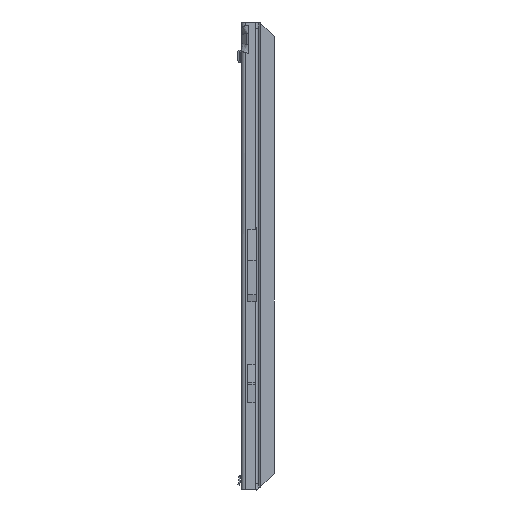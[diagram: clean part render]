
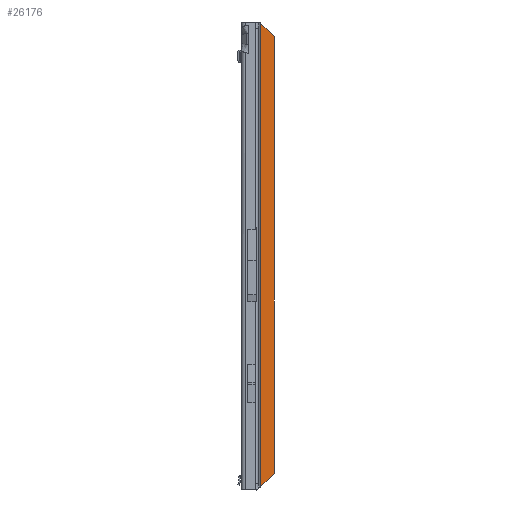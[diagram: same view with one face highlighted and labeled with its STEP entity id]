
A CAD part, front view. The second image highlights one B-rep face of the part: STEP entity #26176.
In plain terms, the highlighted planar face has unit normal (0, -1, 0).
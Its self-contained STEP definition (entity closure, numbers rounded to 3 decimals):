
#340 = CARTESIAN_POINT ( 'NONE',  ( 0., 0.9, 0. ) ) ;
#628 = ORIENTED_EDGE ( 'NONE', *, *, #16722, .T. ) ;
#1628 = CARTESIAN_POINT ( 'NONE',  ( 13.5, 0.9, -448. ) ) ;
#3160 = CARTESIAN_POINT ( 'NONE',  ( 0.5, 0.9, -1.2 ) ) ;
#3484 = EDGE_CURVE ( 'NONE', #21031, #17727, #10122, .T. ) ;
#4259 = VECTOR ( 'NONE', #24985, 1000. ) ;
#4571 = DIRECTION ( 'NONE',  ( 0., -1., 0. ) ) ;
#6625 = DIRECTION ( 'NONE',  ( 1., 0., 0. ) ) ;
#7299 = ORIENTED_EDGE ( 'NONE', *, *, #9436, .T. ) ;
#8015 = LINE ( 'NONE', #8284, #19280 ) ;
#8284 = CARTESIAN_POINT ( 'NONE',  ( 223.65, 0.9, -223.65 ) ) ;
#9436 = EDGE_CURVE ( 'NONE', #21031, #19505, #10810, .T. ) ;
#10053 = ORIENTED_EDGE ( 'NONE', *, *, #3484, .F. ) ;
#10122 = LINE ( 'NONE', #1628, #12984 ) ;
#10750 = FACE_OUTER_BOUND ( 'NONE', #22354, .T. ) ;
#10810 = LINE ( 'NONE', #16617, #4259 ) ;
#11583 = CARTESIAN_POINT ( 'NONE',  ( 13.5, 0.9, -14.2 ) ) ;
#11774 = CARTESIAN_POINT ( 'NONE',  ( 13.5, 0.9, -433.8 ) ) ;
#12984 = VECTOR ( 'NONE', #14263, 1000. ) ;
#14263 = DIRECTION ( 'NONE',  ( 0., 0., -1. ) ) ;
#14499 = VECTOR ( 'NONE', #26520, 1000. ) ;
#15402 = AXIS2_PLACEMENT_3D ( 'NONE', #340, #4571, #6625 ) ;
#16431 = DIRECTION ( 'NONE',  ( 0.707, 0., 0.707 ) ) ;
#16617 = CARTESIAN_POINT ( 'NONE',  ( -0.35, 0.9, -0.35 ) ) ;
#16722 = EDGE_CURVE ( 'NONE', #18724, #17727, #8015, .T. ) ;
#16889 = CARTESIAN_POINT ( 'NONE',  ( 0.5, 0.9, -446.8 ) ) ;
#17727 = VERTEX_POINT ( 'NONE', #11774 ) ;
#18724 = VERTEX_POINT ( 'NONE', #16889 ) ;
#19280 = VECTOR ( 'NONE', #16431, 1000. ) ;
#19505 = VERTEX_POINT ( 'NONE', #3160 ) ;
#20215 = LINE ( 'NONE', #20607, #14499 ) ;
#20607 = CARTESIAN_POINT ( 'NONE',  ( 0.5, 0.9, 0. ) ) ;
#21031 = VERTEX_POINT ( 'NONE', #11583 ) ;
#22354 = EDGE_LOOP ( 'NONE', ( #26690, #628, #10053, #7299 ) ) ;
#24985 = DIRECTION ( 'NONE',  ( -0.707, 0., 0.707 ) ) ;
#25482 = PLANE ( 'NONE',  #15402 ) ;
#26176 = ADVANCED_FACE ( 'NONE', ( #10750 ), #25482, .T. ) ;
#26329 = EDGE_CURVE ( 'NONE', #19505, #18724, #20215, .T. ) ;
#26520 = DIRECTION ( 'NONE',  ( 0., 0., -1. ) ) ;
#26690 = ORIENTED_EDGE ( 'NONE', *, *, #26329, .T. ) ;
